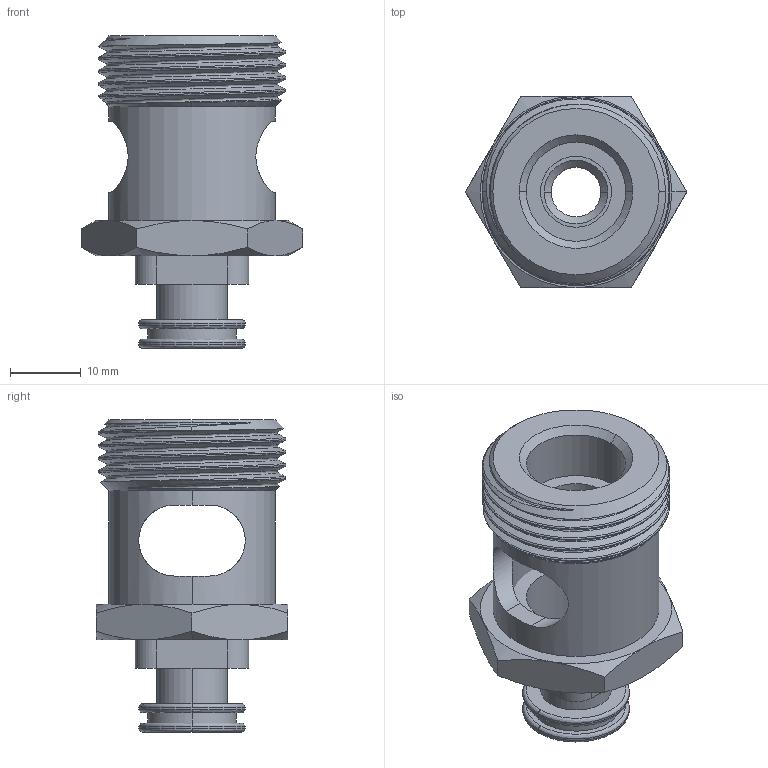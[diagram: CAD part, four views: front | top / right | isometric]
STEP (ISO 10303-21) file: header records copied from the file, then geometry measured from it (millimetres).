
FILE_DESCRIPTION (( 'STEP AP214' ), '1' );
FILE_NAME ('CO2-Anschluss-mit-Schauglas.STEP', '2013-04-16T16:56:18', ( '' ), ( '' ), 'SwSTEP 2.0', 'SolidWorks 2011', '' );
FILE_SCHEMA (( 'AUTOMOTIVE_DESIGN' ));
Length unit declared in the file: millimetre
Products named in the file (3): CO2 Schauglas Gegenstück; CO2 mit Schauglas; CO2-Anschluss-mit-Schauglas
Assembly tree (2 placements, depth 2):
  CO2-Anschluss-mit-Schauglas
    CO2 Schauglas Gegenstück
    CO2 mit Schauglas
Bounding box: 31.18 x 27 x 44 mm (x, y, z)
Volume: 9481.9 mm3; surface area: 7669.9 mm2
Topology: 2 solids, 2 shells, 102 faces, 246 edges, 152 vertices
Faces by surface type: plane 34, cylinder 30, cone 25, bspline 13
Entity records: 8719 total; most frequent: CARTESIAN_POINT 6319, ORIENTED_EDGE 492, DIRECTION 481, EDGE_CURVE 246, AXIS2_PLACEMENT_3D 206, VERTEX_POINT 152, EDGE_LOOP 114, CIRCLE 112
